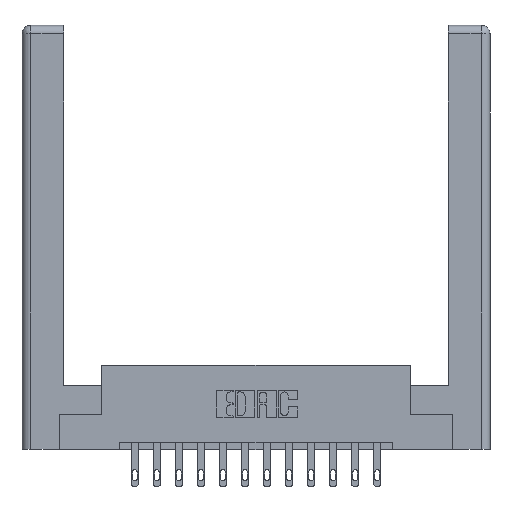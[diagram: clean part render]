
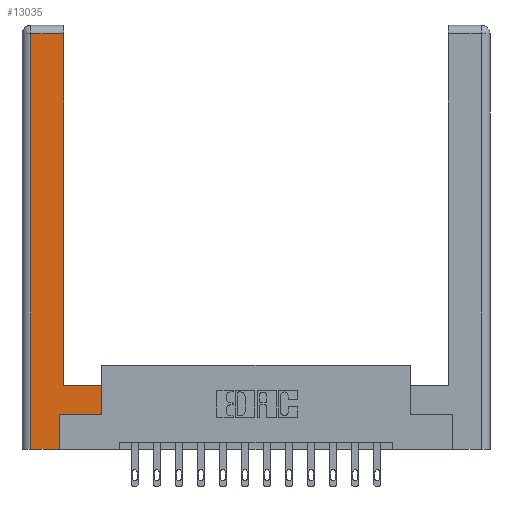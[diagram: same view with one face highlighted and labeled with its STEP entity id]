
A CAD part, top view. The second image highlights one B-rep face of the part: STEP entity #13035.
In plain terms, the highlighted planar face has unit normal (0, 0, 1).
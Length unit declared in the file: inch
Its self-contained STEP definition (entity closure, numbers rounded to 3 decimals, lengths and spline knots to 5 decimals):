
#85 = FACE_OUTER_BOUND ( 'NONE', #12492, .T. ) ;
#162 = DIRECTION ( 'NONE',  ( 1., 0., 0. ) ) ;
#291 = VERTEX_POINT ( 'NONE', #5110 ) ;
#631 = VERTEX_POINT ( 'NONE', #9050 ) ;
#1184 = DIRECTION ( 'NONE',  ( 0., -1., 0. ) ) ;
#1262 = LINE ( 'NONE', #5473, #12125 ) ;
#1955 = VECTOR ( 'NONE', #162, 39.37008 ) ;
#2000 = EDGE_CURVE ( 'NONE', #4746, #12614, #4489, .T. ) ;
#2902 = VECTOR ( 'NONE', #12123, 39.37008 ) ;
#3042 = DIRECTION ( 'NONE',  ( -1., 0., 0. ) ) ;
#3176 = CARTESIAN_POINT ( 'NONE',  ( 0.0615, 2.94, 0. ) ) ;
#3324 = VECTOR ( 'NONE', #10238, 39.37008 ) ;
#3665 = CARTESIAN_POINT ( 'NONE',  ( 0.265, 0., 0. ) ) ;
#3939 = CARTESIAN_POINT ( 'NONE',  ( 0.565, 0.245, 0. ) ) ;
#4213 = CARTESIAN_POINT ( 'NONE',  ( 0.295, 0.45, 0. ) ) ;
#4489 = LINE ( 'NONE', #4213, #3324 ) ;
#4623 = CARTESIAN_POINT ( 'NONE',  ( 0.265, 0., 0. ) ) ;
#4746 = VERTEX_POINT ( 'NONE', #7523 ) ;
#4782 = ORIENTED_EDGE ( 'NONE', *, *, #8413, .T. ) ;
#4856 = VERTEX_POINT ( 'NONE', #12643 ) ;
#5012 = DIRECTION ( 'NONE',  ( 0., 1., 0. ) ) ;
#5110 = CARTESIAN_POINT ( 'NONE',  ( 0.265, 0.245, 0. ) ) ;
#5473 = CARTESIAN_POINT ( 'NONE',  ( 0.295, 3., 0. ) ) ;
#5949 = LINE ( 'NONE', #6126, #8994 ) ;
#6126 = CARTESIAN_POINT ( 'NONE',  ( 0.565, 0.45, 0. ) ) ;
#6219 = CARTESIAN_POINT ( 'NONE',  ( 0.565, 0.245, 0. ) ) ;
#6227 = ORIENTED_EDGE ( 'NONE', *, *, #13227, .T. ) ;
#6451 = ORIENTED_EDGE ( 'NONE', *, *, #13394, .T. ) ;
#7107 = DIRECTION ( 'NONE',  ( 1., 0., 0. ) ) ;
#7523 = CARTESIAN_POINT ( 'NONE',  ( 0.565, 0.45, 0. ) ) ;
#7901 = PLANE ( 'NONE',  #10442 ) ;
#7924 = DIRECTION ( 'NONE',  ( 0., 1., 0. ) ) ;
#8237 = LINE ( 'NONE', #6219, #1955 ) ;
#8297 = EDGE_CURVE ( 'NONE', #291, #15451, #8237, .T. ) ;
#8413 = EDGE_CURVE ( 'NONE', #4856, #9253, #13399, .T. ) ;
#8700 = ORIENTED_EDGE ( 'NONE', *, *, #12233, .T. ) ;
#8846 = VERTEX_POINT ( 'NONE', #3665 ) ;
#8878 = ORIENTED_EDGE ( 'NONE', *, *, #8297, .T. ) ;
#8994 = VECTOR ( 'NONE', #5012, 39.37008 ) ;
#9025 = LINE ( 'NONE', #10927, #14369 ) ;
#9050 = CARTESIAN_POINT ( 'NONE',  ( 0.0615, 0., 0. ) ) ;
#9253 = VERTEX_POINT ( 'NONE', #3176 ) ;
#10050 = CARTESIAN_POINT ( 'NONE',  ( 0.295, 0.45, 0. ) ) ;
#10238 = DIRECTION ( 'NONE',  ( -1., 0., 0. ) ) ;
#10400 = CARTESIAN_POINT ( 'NONE',  ( 0., 0., 0. ) ) ;
#10442 = AXIS2_PLACEMENT_3D ( 'NONE', #10400, #13986, #3042 ) ;
#10451 = ORIENTED_EDGE ( 'NONE', *, *, #2000, .T. ) ;
#10724 = ORIENTED_EDGE ( 'NONE', *, *, #13748, .T. ) ;
#10927 = CARTESIAN_POINT ( 'NONE',  ( 0.0615, 0., 0. ) ) ;
#11036 = LINE ( 'NONE', #11592, #13901 ) ;
#11185 = CARTESIAN_POINT ( 'NONE',  ( 0.0615, 2.94, 0. ) ) ;
#11592 = CARTESIAN_POINT ( 'NONE',  ( 0.265, 0.245, 0. ) ) ;
#12123 = DIRECTION ( 'NONE',  ( -1., 0., 0. ) ) ;
#12125 = VECTOR ( 'NONE', #7924, 39.37008 ) ;
#12233 = EDGE_CURVE ( 'NONE', #12614, #4856, #1262, .T. ) ;
#12492 = EDGE_LOOP ( 'NONE', ( #8700, #4782, #6227, #10724, #15642, #8878, #6451, #10451 ) ) ;
#12614 = VERTEX_POINT ( 'NONE', #10050 ) ;
#12643 = CARTESIAN_POINT ( 'NONE',  ( 0.295, 2.94, 0. ) ) ;
#12862 = DIRECTION ( 'NONE',  ( 0., 1., 0. ) ) ;
#13035 = ADVANCED_FACE ( 'NONE', ( #85 ), #7901, .F. ) ;
#13227 = EDGE_CURVE ( 'NONE', #9253, #631, #9025, .T. ) ;
#13394 = EDGE_CURVE ( 'NONE', #15451, #4746, #5949, .T. ) ;
#13399 = LINE ( 'NONE', #11185, #2902 ) ;
#13748 = EDGE_CURVE ( 'NONE', #631, #8846, #14658, .T. ) ;
#13901 = VECTOR ( 'NONE', #12862, 39.37008 ) ;
#13986 = DIRECTION ( 'NONE',  ( 0., 0., -1. ) ) ;
#14369 = VECTOR ( 'NONE', #1184, 39.37008 ) ;
#14658 = LINE ( 'NONE', #4623, #15429 ) ;
#14907 = EDGE_CURVE ( 'NONE', #8846, #291, #11036, .T. ) ;
#15429 = VECTOR ( 'NONE', #7107, 39.37008 ) ;
#15451 = VERTEX_POINT ( 'NONE', #3939 ) ;
#15642 = ORIENTED_EDGE ( 'NONE', *, *, #14907, .T. ) ;
